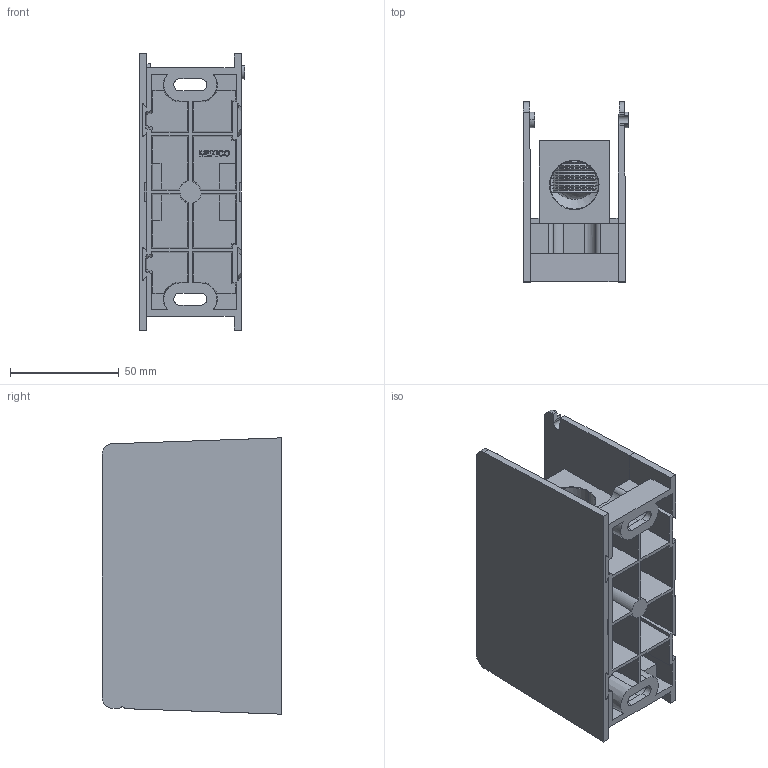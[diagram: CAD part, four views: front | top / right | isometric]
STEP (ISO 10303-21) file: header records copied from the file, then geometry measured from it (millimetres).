
FILE_DESCRIPTION (( 'STEP AP214' ), '1' );
FILE_NAME ('701969_1p_rev-.STEP', '2013-08-27T15:38:38', ( '' ), ( '' ), 'SwSTEP 2.0', 'SolidWorks 2013', '' );
FILE_SCHEMA (( 'AUTOMOTIVE_DESIGN' ));
Length unit declared in the file: inch
Products named in the file (1): 701969_1p_rev-
Bounding box: 48.6 x 82.55 x 127.01 mm (x, y, z)
Volume: 170655.2 mm3; surface area: 99314.7 mm2
Topology: 7 solids, 7 shells, 794 faces, 1966 edges, 1202 vertices
Faces by surface type: plane 288, cylinder 246, cone 222, bspline 24, sphere 8, torus 6
Entity records: 40260 total; most frequent: CARTESIAN_POINT 11961, ORIENTED_EDGE 3912, DIRECTION 3459, EDGE_CURVE 1956, VERTEX_POINT 1202, AXIS2_PLACEMENT_3D 1166, VECTOR 1127, LINE 1127
